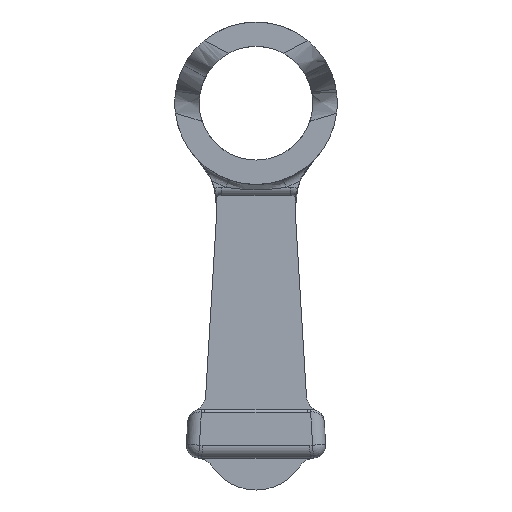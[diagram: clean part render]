
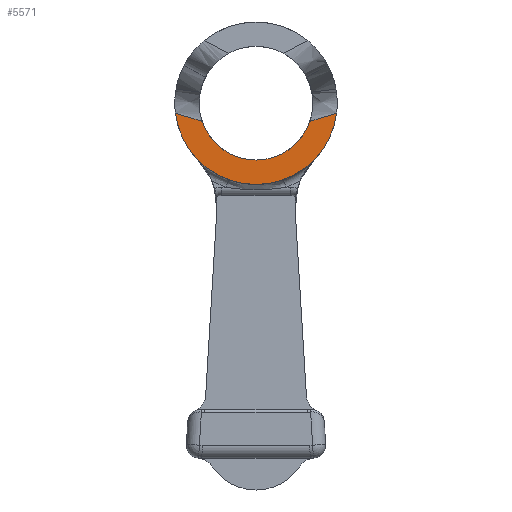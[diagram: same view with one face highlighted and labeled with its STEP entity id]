
A CAD part, front view. The second image highlights one B-rep face of the part: STEP entity #5571.
In plain terms, the highlighted planar face has unit normal (0, -1, 0).
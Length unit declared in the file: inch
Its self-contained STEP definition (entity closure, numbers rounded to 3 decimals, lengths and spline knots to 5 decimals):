
#45 = CARTESIAN_POINT ( 'NONE',  ( 0.13721, -0.19685, 0.76703 ) ) ;
#93 = CARTESIAN_POINT ( 'NONE',  ( 0., -0.19685, 0.67165 ) ) ;
#124 = CARTESIAN_POINT ( 'NONE',  ( 0., -0.19685, 0.80945 ) ) ;
#142 = CARTESIAN_POINT ( 'NONE',  ( -0.19163, -0.19685, 0.78432 ) ) ;
#154 = CARTESIAN_POINT ( 'NONE',  ( -0.144, -0.19685, 0.76912 ) ) ;
#368 = CIRCLE ( 'NONE', #3090, 0.1378 ) ;
#496 = ORIENTED_EDGE ( 'NONE', *, *, #6258, .F. ) ;
#524 = CARTESIAN_POINT ( 'NONE',  ( -0.18407, -0.19685, 0.78183 ) ) ;
#683 = ORIENTED_EDGE ( 'NONE', *, *, #5039, .F. ) ;
#879 = CARTESIAN_POINT ( 'NONE',  ( -0.18115, -0.19685, 0.78088 ) ) ;
#1108 = CARTESIAN_POINT ( 'NONE',  ( -0.18785, -0.19685, 0.78307 ) ) ;
#1277 = CARTESIAN_POINT ( 'NONE',  ( -0.15079, -0.19685, 0.77123 ) ) ;
#1361 = CARTESIAN_POINT ( 'NONE',  ( -0.17385, -0.19685, 0.77851 ) ) ;
#1420 = VERTEX_POINT ( 'NONE', #4712 ) ;
#1434 = CARTESIAN_POINT ( 'NONE',  ( 0.18115, -0.19685, 0.78088 ) ) ;
#1617 = CARTESIAN_POINT ( 'NONE',  ( 0.16568, -0.19685, 0.77589 ) ) ;
#1624 = EDGE_CURVE ( 'NONE', #5097, #5284, #2788, .T. ) ;
#1665 = AXIS2_PLACEMENT_3D ( 'NONE', #5818, #4437, #6309 ) ;
#1739 = AXIS2_PLACEMENT_3D ( 'NONE', #1833, #3669, #4170 ) ;
#1745 = DIRECTION ( 'NONE',  ( 0., 1., 0. ) ) ;
#1833 = CARTESIAN_POINT ( 'NONE',  ( 0., -0.19685, 0.80945 ) ) ;
#1842 = CARTESIAN_POINT ( 'NONE',  ( -0.17458, -0.19685, 0.77875 ) ) ;
#1953 = CARTESIAN_POINT ( 'NONE',  ( 0.17823, -0.19685, 0.77993 ) ) ;
#2062 = B_SPLINE_CURVE_WITH_KNOTS ( 'NONE', 3,
 ( #5370, #6341, #154, #1277, #4271, #5249, #3804, #1361, #1842, #3367, #2849, #879, #524, #1108, #142, #5104 ),
 .UNSPECIFIED., .F., .F.,
 ( 4, 3, 3, 3, 3, 4 ),
 ( 0., 0.00054, 0.00114, 0.00119, 0.00143, 0.00173 ),
 .UNSPECIFIED. ) ;
#2078 = CARTESIAN_POINT ( 'NONE',  ( 0.17312, -0.19685, 0.77828 ) ) ;
#2197 = VERTEX_POINT ( 'NONE', #93 ) ;
#2270 = DIRECTION ( 'NONE',  ( 0., 0., 1. ) ) ;
#2287 = EDGE_CURVE ( 'NONE', #5097, #4892, #4614, .T. ) ;
#2422 = CARTESIAN_POINT ( 'NONE',  ( 0.1954, -0.19685, 0.78558 ) ) ;
#2509 = CARTESIAN_POINT ( 'NONE',  ( 0.144, -0.19685, 0.76912 ) ) ;
#2581 = CARTESIAN_POINT ( 'NONE',  ( 0.17458, -0.19685, 0.77875 ) ) ;
#2782 = VERTEX_POINT ( 'NONE', #4413 ) ;
#2788 = CIRCLE ( 'NONE', #5755, 0.19685 ) ;
#2849 = CARTESIAN_POINT ( 'NONE',  ( -0.17823, -0.19685, 0.77993 ) ) ;
#2953 = ORIENTED_EDGE ( 'NONE', *, *, #3240, .F. ) ;
#2955 = CARTESIAN_POINT ( 'NONE',  ( 0.19163, -0.19685, 0.78432 ) ) ;
#2991 = CARTESIAN_POINT ( 'NONE',  ( 0., -0.19685, 0.6126 ) ) ;
#3090 = AXIS2_PLACEMENT_3D ( 'NONE', #124, #5607, #6087 ) ;
#3202 = EDGE_CURVE ( 'NONE', #2782, #1420, #2062, .T. ) ;
#3240 = EDGE_CURVE ( 'NONE', #2782, #2197, #4196, .T. ) ;
#3261 = ORIENTED_EDGE ( 'NONE', *, *, #1624, .F. ) ;
#3367 = CARTESIAN_POINT ( 'NONE',  ( -0.17531, -0.19685, 0.77898 ) ) ;
#3396 = PLANE ( 'NONE',  #1665 ) ;
#3669 = DIRECTION ( 'NONE',  ( 0., -1., 0. ) ) ;
#3678 = CARTESIAN_POINT ( 'NONE',  ( 0., -0.19685, 0.80945 ) ) ;
#3740 = DIRECTION ( 'NONE',  ( 0., 1., 0. ) ) ;
#3804 = CARTESIAN_POINT ( 'NONE',  ( -0.17312, -0.19685, 0.77828 ) ) ;
#3934 = CARTESIAN_POINT ( 'NONE',  ( 0.18407, -0.19685, 0.78183 ) ) ;
#4014 = CARTESIAN_POINT ( 'NONE',  ( 0.17385, -0.19685, 0.77851 ) ) ;
#4170 = DIRECTION ( 'NONE',  ( 0., 0., 1. ) ) ;
#4196 = CIRCLE ( 'NONE', #1739, 0.1378 ) ;
#4271 = CARTESIAN_POINT ( 'NONE',  ( -0.15824, -0.19685, 0.77354 ) ) ;
#4350 = ORIENTED_EDGE ( 'NONE', *, *, #2287, .T. ) ;
#4413 = CARTESIAN_POINT ( 'NONE',  ( -0.13042, -0.19685, 0.76497 ) ) ;
#4437 = DIRECTION ( 'NONE',  ( 0., 1., 0. ) ) ;
#4520 = CARTESIAN_POINT ( 'NONE',  ( 0.15824, -0.19685, 0.77354 ) ) ;
#4614 = B_SPLINE_CURVE_WITH_KNOTS ( 'NONE', 3,
 ( #2422, #2955, #6353, #3934, #1434, #1953, #5403, #2581, #4014, #2078, #1617, #4520, #6021, #2509, #45, #5014 ),
 .UNSPECIFIED., .F., .F.,
 ( 4, 3, 3, 3, 3, 4 ),
 ( 0., 0.0003, 0.00054, 0.0006, 0.00119, 0.00173 ),
 .UNSPECIFIED. ) ;
#4712 = CARTESIAN_POINT ( 'NONE',  ( -0.1954, -0.19685, 0.78558 ) ) ;
#4730 = CARTESIAN_POINT ( 'NONE',  ( 0., -0.19685, 0.80945 ) ) ;
#4856 = CARTESIAN_POINT ( 'NONE',  ( 0.13042, -0.19685, 0.76497 ) ) ;
#4892 = VERTEX_POINT ( 'NONE', #4856 ) ;
#5014 = CARTESIAN_POINT ( 'NONE',  ( 0.13042, -0.19685, 0.76497 ) ) ;
#5039 = EDGE_CURVE ( 'NONE', #5284, #1420, #5479, .T. ) ;
#5097 = VERTEX_POINT ( 'NONE', #5768 ) ;
#5104 = CARTESIAN_POINT ( 'NONE',  ( -0.1954, -0.19685, 0.78558 ) ) ;
#5110 = FACE_OUTER_BOUND ( 'NONE', #5269, .T. ) ;
#5214 = DIRECTION ( 'NONE',  ( 0., 0., 1. ) ) ;
#5249 = CARTESIAN_POINT ( 'NONE',  ( -0.16568, -0.19685, 0.77589 ) ) ;
#5269 = EDGE_LOOP ( 'NONE', ( #2953, #5985, #683, #3261, #4350, #496 ) ) ;
#5284 = VERTEX_POINT ( 'NONE', #2991 ) ;
#5370 = CARTESIAN_POINT ( 'NONE',  ( -0.13042, -0.19685, 0.76497 ) ) ;
#5403 = CARTESIAN_POINT ( 'NONE',  ( 0.17531, -0.19685, 0.77898 ) ) ;
#5479 = CIRCLE ( 'NONE', #5555, 0.19685 ) ;
#5555 = AXIS2_PLACEMENT_3D ( 'NONE', #3678, #3740, #2270 ) ;
#5571 = ADVANCED_FACE ( 'NONE', ( #5110 ), #3396, .F. ) ;
#5607 = DIRECTION ( 'NONE',  ( 0., -1., 0. ) ) ;
#5755 = AXIS2_PLACEMENT_3D ( 'NONE', #4730, #1745, #5214 ) ;
#5768 = CARTESIAN_POINT ( 'NONE',  ( 0.1954, -0.19685, 0.78558 ) ) ;
#5818 = CARTESIAN_POINT ( 'NONE',  ( 0., -0.19685, 0.80945 ) ) ;
#5985 = ORIENTED_EDGE ( 'NONE', *, *, #3202, .T. ) ;
#6021 = CARTESIAN_POINT ( 'NONE',  ( 0.15079, -0.19685, 0.77123 ) ) ;
#6087 = DIRECTION ( 'NONE',  ( 0., 0., 1. ) ) ;
#6258 = EDGE_CURVE ( 'NONE', #2197, #4892, #368, .T. ) ;
#6309 = DIRECTION ( 'NONE',  ( 0., 0., 1. ) ) ;
#6341 = CARTESIAN_POINT ( 'NONE',  ( -0.13721, -0.19685, 0.76703 ) ) ;
#6353 = CARTESIAN_POINT ( 'NONE',  ( 0.18785, -0.19685, 0.78307 ) ) ;
